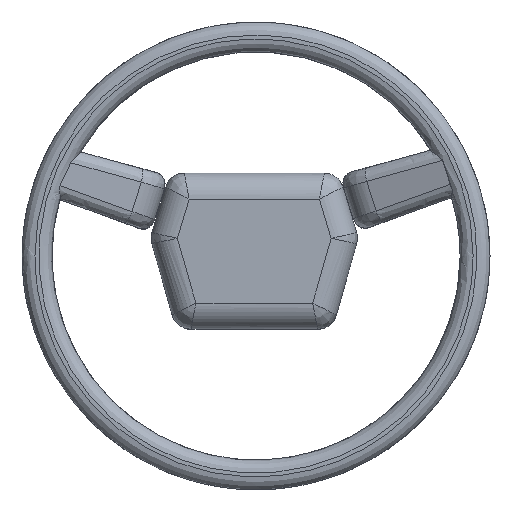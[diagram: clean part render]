
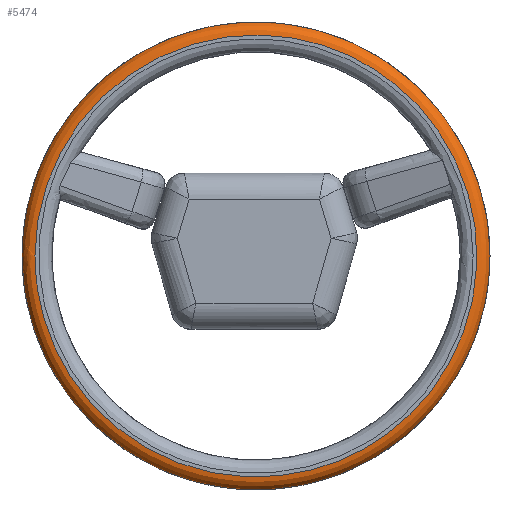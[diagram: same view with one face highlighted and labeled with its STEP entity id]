
A CAD part, top view. The second image highlights one B-rep face of the part: STEP entity #5474.
In plain terms, the highlighted free-form (B-spline) face has degree [2, 2] with [9, 3] control points.
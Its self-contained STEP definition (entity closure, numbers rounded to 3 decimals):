
#5428 = EDGE_CURVE('',#5429,#5431,#5433,.T.);
#5429 = VERTEX_POINT('',#5430);
#5430 = CARTESIAN_POINT('',(249.144,0.,
    384.789));
#5431 = VERTEX_POINT('',#5432);
#5432 = CARTESIAN_POINT('',(-249.144,0.,
    384.789));
#5433 = ( BOUNDED_CURVE() B_SPLINE_CURVE(2,(#5434,#5435,#5436,#5437,
#5438),.UNSPECIFIED.,.F.,.F.) B_SPLINE_CURVE_WITH_KNOTS((3,2,3),(
    3.142,4.712,6.283),
.PIECEWISE_BEZIER_KNOTS.) CURVE() GEOMETRIC_REPRESENTATION_ITEM() 
RATIONAL_B_SPLINE_CURVE((1.,0.707,1.,0.707,1.)) 
REPRESENTATION_ITEM('') );
#5434 = CARTESIAN_POINT('',(249.144,0.,
    384.789));
#5435 = CARTESIAN_POINT('',(249.144,249.144,
    384.789));
#5436 = CARTESIAN_POINT('',(0.,249.144,
    384.789));
#5437 = CARTESIAN_POINT('',(-249.144,249.144,
    384.789));
#5438 = CARTESIAN_POINT('',(-249.144,0.,
    384.789));
#5448 = EDGE_CURVE('',#5431,#5429,#5449,.T.);
#5449 = ( BOUNDED_CURVE() B_SPLINE_CURVE(2,(#5450,#5451,#5452,#5453,
#5454),.UNSPECIFIED.,.F.,.F.) B_SPLINE_CURVE_WITH_KNOTS((3,2,3),(0.,
1.571,3.142),.PIECEWISE_BEZIER_KNOTS.) CURVE() 
GEOMETRIC_REPRESENTATION_ITEM() RATIONAL_B_SPLINE_CURVE((1.,
0.707,1.,0.707,1.)) REPRESENTATION_ITEM('') );
#5450 = CARTESIAN_POINT('',(-249.144,0.,384.789));
#5451 = CARTESIAN_POINT('',(-249.144,-249.144,
    384.789));
#5452 = CARTESIAN_POINT('',(0.,-249.144,
    384.789));
#5453 = CARTESIAN_POINT('',(249.144,-249.144,
    384.789));
#5454 = CARTESIAN_POINT('',(249.144,0.,
    384.789));
#5474 = ADVANCED_FACE('',(#5475),#5498,.T.);
#5475 = FACE_BOUND('',#5476,.T.);
#5476 = EDGE_LOOP('',(#5477,#5489,#5495,#5496,#5497));
#5477 = ORIENTED_EDGE('',*,*,#5478,.T.);
#5478 = EDGE_CURVE('',#5479,#5479,#5481,.T.);
#5479 = VERTEX_POINT('',#5480);
#5480 = CARTESIAN_POINT('',(-235.302,0.,
    398.63));
#5481 = ( BOUNDED_CURVE() B_SPLINE_CURVE(2,(#5482,#5483,#5484,#5485,
#5486,#5487,#5488),.UNSPECIFIED.,.T.,.F.) B_SPLINE_CURVE_WITH_KNOTS((1,2
    ,2,2,2,1),(-2.094,0.,2.094,4.189,
6.283,8.378),.UNSPECIFIED.) CURVE() 
GEOMETRIC_REPRESENTATION_ITEM() RATIONAL_B_SPLINE_CURVE((1.,0.5,1.,0.5,
1.,0.5,1.)) REPRESENTATION_ITEM('') );
#5482 = CARTESIAN_POINT('',(-235.302,0.,398.63));
#5483 = CARTESIAN_POINT('',(-235.302,407.556,
    398.63));
#5484 = CARTESIAN_POINT('',(117.651,203.778,
    398.63));
#5485 = CARTESIAN_POINT('',(470.605,0.,
    398.63));
#5486 = CARTESIAN_POINT('',(117.651,-203.778,
    398.63));
#5487 = CARTESIAN_POINT('',(-235.302,-407.556,
    398.63));
#5488 = CARTESIAN_POINT('',(-235.302,0.,398.63));
#5489 = ORIENTED_EDGE('',*,*,#5490,.T.);
#5490 = EDGE_CURVE('',#5479,#5431,#5491,.T.);
#5491 = ( BOUNDED_CURVE() B_SPLINE_CURVE(2,(#5492,#5493,#5494),
.UNSPECIFIED.,.F.,.F.) B_SPLINE_CURVE_WITH_KNOTS((3,3),(4.712,
6.283),.PIECEWISE_BEZIER_KNOTS.) CURVE() 
GEOMETRIC_REPRESENTATION_ITEM() RATIONAL_B_SPLINE_CURVE((1.,
0.707,1.)) REPRESENTATION_ITEM('') );
#5492 = CARTESIAN_POINT('',(-235.302,0.,
    398.63));
#5493 = CARTESIAN_POINT('',(-249.144,0.,
    398.63));
#5494 = CARTESIAN_POINT('',(-249.144,0.,
    384.789));
#5495 = ORIENTED_EDGE('',*,*,#5448,.T.);
#5496 = ORIENTED_EDGE('',*,*,#5428,.T.);
#5497 = ORIENTED_EDGE('',*,*,#5490,.F.);
#5498 = ( BOUNDED_SURFACE() B_SPLINE_SURFACE(2,2,(
    (#5499,#5500,#5501)
    ,(#5502,#5503,#5504)
    ,(#5505,#5506,#5507)
    ,(#5508,#5509,#5510)
    ,(#5511,#5512,#5513)
    ,(#5514,#5515,#5516)
    ,(#5517,#5518,#5519)
    ,(#5520,#5521,#5522)
    ,(#5523,#5524,#5525
)),.UNSPECIFIED.,.T.,.F.,.F.) B_SPLINE_SURFACE_WITH_KNOTS((3,2,2,2,3),(3
    ,3),(-3.142,-2.094,0.,2.094,3.142)
,(0.,1.571),.UNSPECIFIED.) GEOMETRIC_REPRESENTATION_ITEM() 
RATIONAL_B_SPLINE_SURFACE((
    (0.75,0.53,0.75)
    ,(0.75,0.53,0.75)
    ,(1.,0.707,1.)
    ,(0.5,0.354,0.5)
    ,(1.,0.707,1.)
    ,(0.5,0.354,0.5)
    ,(1.,0.707,1.)
    ,(0.75,0.53,0.75)
,(0.75,0.53,0.75))) REPRESENTATION_ITEM('') SURFACE() );
#5499 = CARTESIAN_POINT('',(-249.144,0.,384.789));
#5500 = CARTESIAN_POINT('',(-249.144,0.,
    398.63));
#5501 = CARTESIAN_POINT('',(-235.302,0.,398.63));
#5502 = CARTESIAN_POINT('',(-249.144,-143.843,
    384.789));
#5503 = CARTESIAN_POINT('',(-249.144,-143.843,
    398.63));
#5504 = CARTESIAN_POINT('',(-235.302,-135.852,
    398.63));
#5505 = CARTESIAN_POINT('',(-124.572,-215.765,
    384.789));
#5506 = CARTESIAN_POINT('',(-124.572,-215.765,
    398.63));
#5507 = CARTESIAN_POINT('',(-117.651,-203.778,
    398.63));
#5508 = CARTESIAN_POINT('',(249.144,-431.53,
    384.789));
#5509 = CARTESIAN_POINT('',(249.144,-431.53,
    398.63));
#5510 = CARTESIAN_POINT('',(235.302,-407.556,
    398.63));
#5511 = CARTESIAN_POINT('',(249.144,0.,384.789));
#5512 = CARTESIAN_POINT('',(249.144,0.,398.63));
#5513 = CARTESIAN_POINT('',(235.302,0.,398.63));
#5514 = CARTESIAN_POINT('',(249.144,431.53,
    384.789));
#5515 = CARTESIAN_POINT('',(249.144,431.53,
    398.63));
#5516 = CARTESIAN_POINT('',(235.302,407.556,
    398.63));
#5517 = CARTESIAN_POINT('',(-124.572,215.765,
    384.789));
#5518 = CARTESIAN_POINT('',(-124.572,215.765,
    398.63));
#5519 = CARTESIAN_POINT('',(-117.651,203.778,
    398.63));
#5520 = CARTESIAN_POINT('',(-249.144,143.843,
    384.789));
#5521 = CARTESIAN_POINT('',(-249.144,143.843,
    398.63));
#5522 = CARTESIAN_POINT('',(-235.302,135.852,
    398.63));
#5523 = CARTESIAN_POINT('',(-249.144,0.,384.789));
#5524 = CARTESIAN_POINT('',(-249.144,0.,
    398.63));
#5525 = CARTESIAN_POINT('',(-235.302,0.,398.63));
